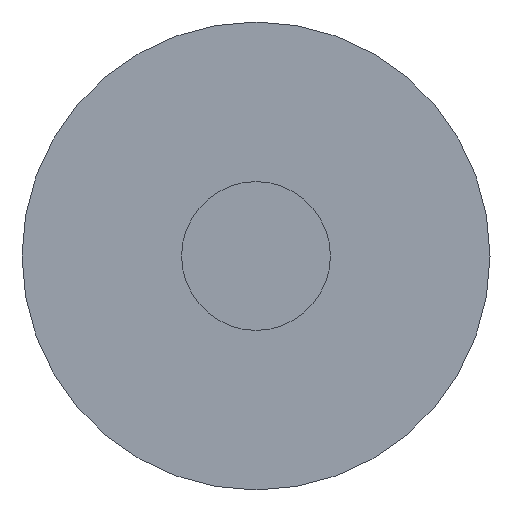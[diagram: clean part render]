
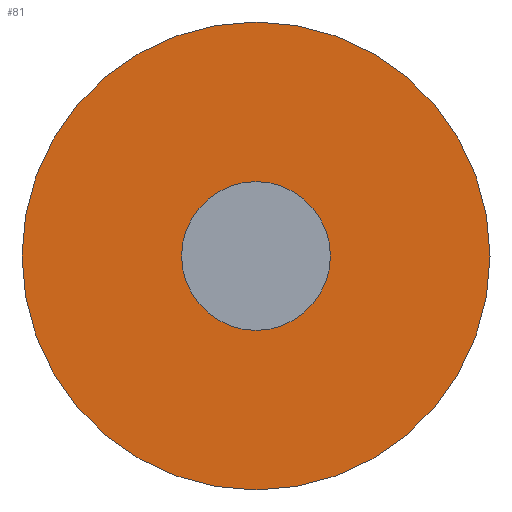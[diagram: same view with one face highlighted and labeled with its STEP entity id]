
A CAD part, left-side view. The second image highlights one B-rep face of the part: STEP entity #81.
In plain terms, the highlighted planar face has unit normal (-1, 0, 0).
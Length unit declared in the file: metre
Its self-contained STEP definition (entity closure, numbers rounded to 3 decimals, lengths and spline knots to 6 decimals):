
#23=ORIENTED_EDGE('',*,*,#35,.T.);
#24=ORIENTED_EDGE('',*,*,#36,.F.);
#35=EDGE_CURVE('',#41,#41,#47,.T.);
#36=EDGE_CURVE('',#42,#42,#48,.T.);
#41=VERTEX_POINT('',#145);
#42=VERTEX_POINT('',#147);
#47=CIRCLE('',#102,0.002019);
#48=CIRCLE('',#103,0.00635);
#53=EDGE_LOOP('',(#23));
#54=EDGE_LOOP('',(#24));
#65=FACE_BOUND('',#53,.T.);
#66=FACE_BOUND('',#54,.T.);
#77=PLANE('',#101);
#81=ADVANCED_FACE('',(#65,#66),#77,.F.);
#101=AXIS2_PLACEMENT_3D('',#143,#116,#117);
#102=AXIS2_PLACEMENT_3D('',#144,#118,#119);
#103=AXIS2_PLACEMENT_3D('',#146,#120,#121);
#116=DIRECTION('',(1.,0.,0.));
#117=DIRECTION('',(0.,-1.,0.));
#118=DIRECTION('',(1.,0.,0.));
#119=DIRECTION('',(0.,0.,-1.));
#120=DIRECTION('',(1.,0.,0.));
#121=DIRECTION('',(0.,0.,-1.));
#143=CARTESIAN_POINT('',(-0.024967,-0.664041,-0.059941));
#144=CARTESIAN_POINT('',(-0.024967,-0.68407,-0.130724));
#145=CARTESIAN_POINT('',(-0.024967,-0.68407,-0.132744));
#146=CARTESIAN_POINT('',(-0.024967,-0.68407,-0.130724));
#147=CARTESIAN_POINT('',(-0.024967,-0.68407,-0.137074));
